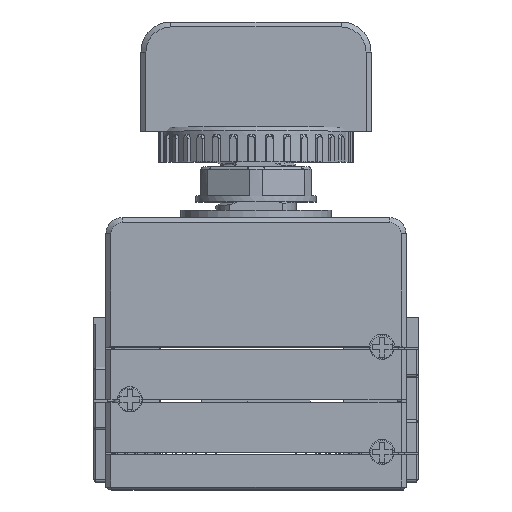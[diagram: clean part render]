
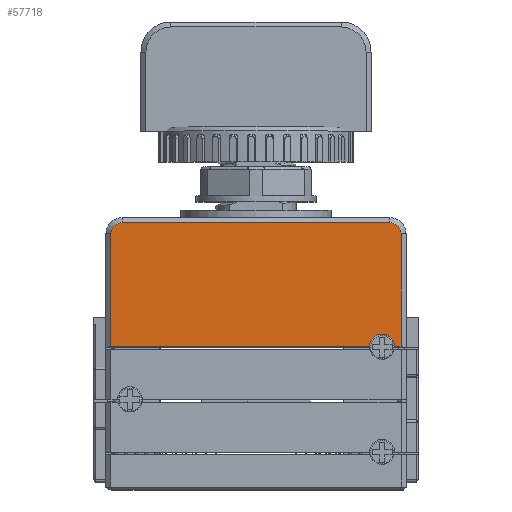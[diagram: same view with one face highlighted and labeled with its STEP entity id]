
A CAD part, top view. The second image highlights one B-rep face of the part: STEP entity #57718.
In plain terms, the highlighted planar face has unit normal (0, 0, 1).
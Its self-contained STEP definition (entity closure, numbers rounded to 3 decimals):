
#278=DIRECTION('',(0.,1.,0.));
#279=VECTOR('',#278,22.4);
#280=CARTESIAN_POINT('',(29.,6.2,22.5));
#281=LINE('',#280,#279);
#290=CARTESIAN_POINT('',(-26.7,28.6,22.5));
#291=DIRECTION('',(0.,0.,1.));
#292=DIRECTION('',(0.,1.,0.));
#293=AXIS2_PLACEMENT_3D('',#290,#291,#292);
#295=DIRECTION('',(-1.,0.,0.));
#296=VECTOR('',#295,53.4);
#297=CARTESIAN_POINT('',(26.7,30.9,22.5));
#298=LINE('',#297,#296);
#299=CARTESIAN_POINT('',(26.7,28.6,22.5));
#300=DIRECTION('',(0.,0.,1.));
#301=DIRECTION('',(1.,0.,0.));
#302=AXIS2_PLACEMENT_3D('',#299,#300,#301);
#304=DIRECTION('',(1.,0.,0.));
#305=VECTOR('',#304,1.305);
#306=CARTESIAN_POINT('',(27.695,6.2,22.5));
#307=LINE('',#306,#305);
#308=CARTESIAN_POINT('',(25.2,6.05,22.5));
#309=DIRECTION('',(0.,0.,1.));
#310=DIRECTION('',(0.998,0.06,0.));
#311=AXIS2_PLACEMENT_3D('',#308,#309,#310);
#313=DIRECTION('',(1.,0.,0.));
#314=VECTOR('',#313,51.705);
#315=CARTESIAN_POINT('',(-29.,6.2,22.5));
#316=LINE('',#315,#314);
#325=DIRECTION('',(0.,-1.,0.));
#326=VECTOR('',#325,22.4);
#327=CARTESIAN_POINT('',(-29.,28.6,22.5));
#328=LINE('',#327,#326);
#52420=CARTESIAN_POINT('',(27.695,6.2,22.5));
#52422=VERTEX_POINT('',#52420);
#52424=CARTESIAN_POINT('',(22.705,6.2,22.5));
#52426=VERTEX_POINT('',#52424);
#52473=CARTESIAN_POINT('',(-29.,6.2,22.5));
#52474=VERTEX_POINT('',#52473);
#52475=CARTESIAN_POINT('',(29.,6.2,22.5));
#52476=VERTEX_POINT('',#52475);
#53721=CARTESIAN_POINT('',(-26.7,30.9,22.5));
#53722=CARTESIAN_POINT('',(-29.,28.6,22.5));
#53723=VERTEX_POINT('',#53721);
#53724=VERTEX_POINT('',#53722);
#53729=CARTESIAN_POINT('',(26.7,30.9,22.5));
#53730=VERTEX_POINT('',#53729);
#53733=CARTESIAN_POINT('',(29.,28.6,22.5));
#53734=VERTEX_POINT('',#53733);
#57696=CARTESIAN_POINT('',(-30.,10.5,22.5));
#57697=DIRECTION('',(0.,0.,1.));
#57698=DIRECTION('',(1.,0.,0.));
#57699=AXIS2_PLACEMENT_3D('',#57696,#57697,#57698);
#57700=PLANE('',#57699);
#57702=ORIENTED_EDGE('',*,*,#57701,.F.);
#57704=ORIENTED_EDGE('',*,*,#57703,.F.);
#57706=ORIENTED_EDGE('',*,*,#57705,.F.);
#57708=ORIENTED_EDGE('',*,*,#57707,.F.);
#57709=ORIENTED_EDGE('',*,*,#57682,.F.);
#57711=ORIENTED_EDGE('',*,*,#57710,.F.);
#57713=ORIENTED_EDGE('',*,*,#57712,.T.);
#57715=ORIENTED_EDGE('',*,*,#57714,.F.);
#57716=EDGE_LOOP('',(#57702,#57704,#57706,#57708,#57709,#57711,#57713,#57715));
#57717=FACE_OUTER_BOUND('',#57716,.F.);
#57718=ADVANCED_FACE('',(#57717),#57700,.T.);
#294=CIRCLE('',#293,2.3);
#303=CIRCLE('',#302,2.3);
#312=CIRCLE('',#311,2.5);
#57682=EDGE_CURVE('',#52476,#53734,#281,.T.);
#57701=EDGE_CURVE('',#53724,#52474,#328,.T.);
#57703=EDGE_CURVE('',#53723,#53724,#294,.T.);
#57705=EDGE_CURVE('',#53730,#53723,#298,.T.);
#57707=EDGE_CURVE('',#53734,#53730,#303,.T.);
#57710=EDGE_CURVE('',#52422,#52476,#307,.T.);
#57712=EDGE_CURVE('',#52422,#52426,#312,.T.);
#57714=EDGE_CURVE('',#52474,#52426,#316,.T.);
